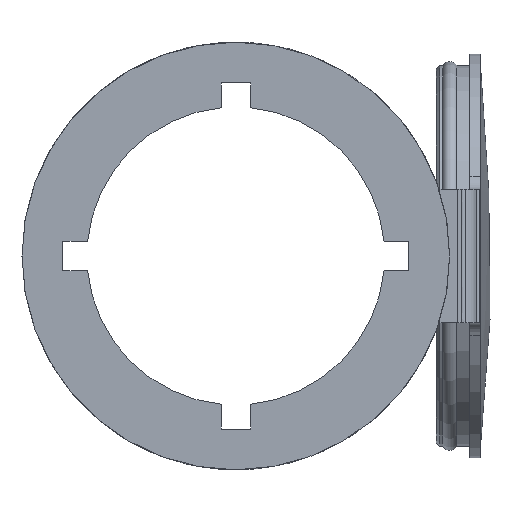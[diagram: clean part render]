
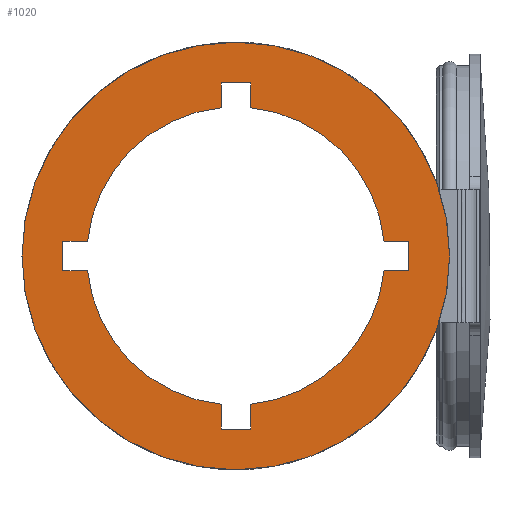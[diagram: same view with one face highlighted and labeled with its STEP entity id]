
A CAD part, front view. The second image highlights one B-rep face of the part: STEP entity #1020.
In plain terms, the highlighted planar face has unit normal (0, -1, 0).
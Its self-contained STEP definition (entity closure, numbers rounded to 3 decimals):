
#24=FACE_BOUND($,#160,.T.);
#99=FACE_OUTER_BOUND($,#159,.T.);
#159=EDGE_LOOP($,(#818));
#160=EDGE_LOOP($,(#819,#820,#821,#822,#823,#824,#825,#826,#827,#828,#829,
#830,#831,#832,#833,#834));
#250=LINE($,#1635,#334);
#253=LINE($,#1641,#337);
#256=LINE($,#1647,#340);
#260=LINE($,#1656,#344);
#263=LINE($,#1662,#347);
#266=LINE($,#1668,#350);
#270=LINE($,#1677,#354);
#273=LINE($,#1683,#357);
#276=LINE($,#1689,#360);
#280=LINE($,#1698,#364);
#283=LINE($,#1704,#367);
#286=LINE($,#1710,#370);
#334=VECTOR($,#1290,1.854);
#337=VECTOR($,#1295,2.2);
#340=VECTOR($,#1300,1.854);
#344=VECTOR($,#1306,1.854);
#347=VECTOR($,#1311,2.2);
#350=VECTOR($,#1316,1.854);
#354=VECTOR($,#1322,1.854);
#357=VECTOR($,#1327,2.2);
#360=VECTOR($,#1332,1.854);
#364=VECTOR($,#1338,1.854);
#367=VECTOR($,#1343,2.2);
#370=VECTOR($,#1348,1.854);
#406=CIRCLE($,#1110,16.);
#407=CIRCLE($,#1111,11.15);
#408=CIRCLE($,#1112,11.15);
#409=CIRCLE($,#1113,11.15);
#410=CIRCLE($,#1114,11.15);
#486=VERTEX_POINT($,#1632);
#487=VERTEX_POINT($,#1634);
#489=VERTEX_POINT($,#1640);
#491=VERTEX_POINT($,#1646);
#494=VERTEX_POINT($,#1653);
#495=VERTEX_POINT($,#1655);
#497=VERTEX_POINT($,#1661);
#499=VERTEX_POINT($,#1667);
#502=VERTEX_POINT($,#1674);
#503=VERTEX_POINT($,#1676);
#505=VERTEX_POINT($,#1682);
#507=VERTEX_POINT($,#1688);
#510=VERTEX_POINT($,#1695);
#511=VERTEX_POINT($,#1697);
#513=VERTEX_POINT($,#1703);
#515=VERTEX_POINT($,#1709);
#516=VERTEX_POINT($,#1713);
#604=EDGE_CURVE($,#487,#486,#250,.T.);
#607=EDGE_CURVE($,#489,#487,#253,.T.);
#610=EDGE_CURVE($,#491,#489,#256,.T.);
#614=EDGE_CURVE($,#495,#494,#260,.T.);
#617=EDGE_CURVE($,#497,#495,#263,.T.);
#620=EDGE_CURVE($,#499,#497,#266,.T.);
#624=EDGE_CURVE($,#503,#502,#270,.T.);
#627=EDGE_CURVE($,#505,#503,#273,.T.);
#630=EDGE_CURVE($,#507,#505,#276,.T.);
#634=EDGE_CURVE($,#511,#510,#280,.T.);
#637=EDGE_CURVE($,#513,#511,#283,.T.);
#640=EDGE_CURVE($,#515,#513,#286,.T.);
#642=EDGE_CURVE($,#516,#516,#406,.T.);
#643=EDGE_CURVE($,#494,#491,#407,.T.);
#644=EDGE_CURVE($,#486,#515,#408,.T.);
#645=EDGE_CURVE($,#510,#507,#409,.T.);
#646=EDGE_CURVE($,#502,#499,#410,.T.);
#818=ORIENTED_EDGE($,*,*,#642,.F.);
#819=ORIENTED_EDGE($,*,*,#620,.T.);
#820=ORIENTED_EDGE($,*,*,#617,.T.);
#821=ORIENTED_EDGE($,*,*,#614,.T.);
#822=ORIENTED_EDGE($,*,*,#643,.T.);
#823=ORIENTED_EDGE($,*,*,#610,.T.);
#824=ORIENTED_EDGE($,*,*,#607,.T.);
#825=ORIENTED_EDGE($,*,*,#604,.T.);
#826=ORIENTED_EDGE($,*,*,#644,.T.);
#827=ORIENTED_EDGE($,*,*,#640,.T.);
#828=ORIENTED_EDGE($,*,*,#637,.T.);
#829=ORIENTED_EDGE($,*,*,#634,.T.);
#830=ORIENTED_EDGE($,*,*,#645,.T.);
#831=ORIENTED_EDGE($,*,*,#630,.T.);
#832=ORIENTED_EDGE($,*,*,#627,.T.);
#833=ORIENTED_EDGE($,*,*,#624,.T.);
#834=ORIENTED_EDGE($,*,*,#646,.T.);
#983=PLANE($,#1109);
#1020=ADVANCED_FACE($,(#99,#24),#983,.T.);
#1109=AXIS2_PLACEMENT_3D($,#1712,#1350,#1351);
#1110=AXIS2_PLACEMENT_3D($,#1714,#1352,#1353);
#1111=AXIS2_PLACEMENT_3D($,#1715,#1354,#1355);
#1112=AXIS2_PLACEMENT_3D($,#1716,#1356,#1357);
#1113=AXIS2_PLACEMENT_3D($,#1717,#1358,#1359);
#1114=AXIS2_PLACEMENT_3D($,#1718,#1360,#1361);
#1290=DIRECTION($,(0.,0.,-1.));
#1295=DIRECTION($,(1.,0.,0.));
#1300=DIRECTION($,(0.,0.,1.));
#1306=DIRECTION($,(1.,0.,0.));
#1311=DIRECTION($,(0.,0.,1.));
#1316=DIRECTION($,(-1.,0.,0.));
#1322=DIRECTION($,(0.,0.,1.));
#1327=DIRECTION($,(-1.,0.,0.));
#1332=DIRECTION($,(0.,0.,-1.));
#1338=DIRECTION($,(-1.,0.,0.));
#1343=DIRECTION($,(0.,0.,-1.));
#1348=DIRECTION($,(1.,0.,0.));
#1350=DIRECTION('center_axis',(0.,-1.,0.));
#1351=DIRECTION('ref_axis',(0.,0.,-1.));
#1352=DIRECTION('center_axis',(0.,1.,0.));
#1353=DIRECTION('ref_axis',(-1.,0.,0.));
#1354=DIRECTION('center_axis',(0.,1.,0.));
#1355=DIRECTION('ref_axis',(-1.,0.,0.));
#1356=DIRECTION('center_axis',(0.,1.,0.));
#1357=DIRECTION('ref_axis',(-1.,0.,0.));
#1358=DIRECTION('center_axis',(0.,1.,0.));
#1359=DIRECTION('ref_axis',(-1.,0.,0.));
#1360=DIRECTION('center_axis',(0.,1.,0.));
#1361=DIRECTION('ref_axis',(-1.,0.,0.));
#1632=CARTESIAN_POINT('',(-34.95,-2.95,11.096));
#1634=CARTESIAN_POINT('',(-34.95,-2.95,12.95));
#1635=CARTESIAN_POINT($,(-34.95,-2.95,5.548));
#1640=CARTESIAN_POINT('',(-37.15,-2.95,12.95));
#1641=CARTESIAN_POINT($,(-43.275,-2.95,12.95));
#1646=CARTESIAN_POINT('',(-37.15,-2.95,11.096));
#1647=CARTESIAN_POINT($,(-37.15,-2.95,6.475));
#1653=CARTESIAN_POINT('',(-47.146,-2.95,1.1));
#1655=CARTESIAN_POINT('',(-49.,-2.95,1.1));
#1656=CARTESIAN_POINT($,(-49.373,-2.95,1.1));
#1661=CARTESIAN_POINT('',(-49.,-2.95,-1.1));
#1662=CARTESIAN_POINT($,(-49.,-2.95,0.55));
#1667=CARTESIAN_POINT('',(-47.146,-2.95,-1.1));
#1668=CARTESIAN_POINT($,(-50.3,-2.95,-1.1));
#1674=CARTESIAN_POINT('',(-37.15,-2.95,-11.096));
#1676=CARTESIAN_POINT('',(-37.15,-2.95,-12.95));
#1677=CARTESIAN_POINT($,(-37.15,-2.95,-5.548));
#1682=CARTESIAN_POINT('',(-34.95,-2.95,-12.95));
#1683=CARTESIAN_POINT($,(-44.375,-2.95,-12.95));
#1688=CARTESIAN_POINT('',(-34.95,-2.95,-11.096));
#1689=CARTESIAN_POINT($,(-34.95,-2.95,-6.475));
#1695=CARTESIAN_POINT('',(-24.954,-2.95,-1.1));
#1697=CARTESIAN_POINT('',(-23.1,-2.95,-1.1));
#1698=CARTESIAN_POINT($,(-38.277,-2.95,-1.1));
#1703=CARTESIAN_POINT('',(-23.1,-2.95,1.1));
#1704=CARTESIAN_POINT($,(-23.1,-2.95,-0.55));
#1709=CARTESIAN_POINT('',(-24.954,-2.95,1.1));
#1710=CARTESIAN_POINT($,(-37.35,-2.95,1.1));
#1712=CARTESIAN_POINT('Origin',(-51.6,-2.95,0.));
#1713=CARTESIAN_POINT('',(-52.05,-2.95,0.));
#1714=CARTESIAN_POINT('Origin',(-36.05,-2.95,0.));
#1715=CARTESIAN_POINT('Origin',(-36.05,-2.95,0.));
#1716=CARTESIAN_POINT('Origin',(-36.05,-2.95,0.));
#1717=CARTESIAN_POINT('Origin',(-36.05,-2.95,0.));
#1718=CARTESIAN_POINT('Origin',(-36.05,-2.95,0.));
